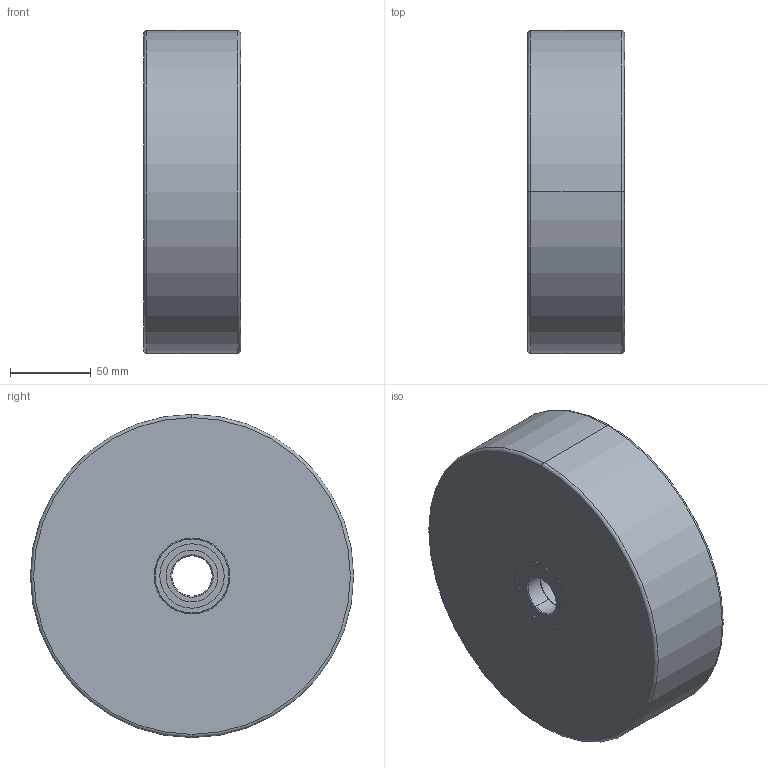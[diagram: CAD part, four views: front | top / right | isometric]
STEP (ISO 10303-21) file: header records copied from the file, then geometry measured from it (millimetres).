
FILE_DESCRIPTION (( 'STEP AP214' ), '1' );
FILE_NAME ('0011201.step', '2022-06-02T12:27:05', ( '' ), ( '' ), 'SwSTEP 2.0', 'SolidWorks 2020', '' );
FILE_SCHEMA (( 'AUTOMOTIVE_DESIGN' ));
Length unit declared in the file: millimetre
Products named in the file (1): 0011201
Bounding box: 60.1 x 200 x 200 mm (x, y, z)
Volume: 1840305.5 mm3; surface area: 141763 mm2
Topology: 16 solids, 16 shells, 146 faces, 292 edges, 176 vertices
Faces by surface type: cylinder 68, torus 40, plane 30, cone 8
Entity records: 5683 total; most frequent: DIRECTION 802, CARTESIAN_POINT 615, ORIENTED_EDGE 584, AXIS2_PLACEMENT_3D 363, EDGE_CURVE 292, CIRCLE 216, EDGE_LOOP 176, VERTEX_POINT 176
